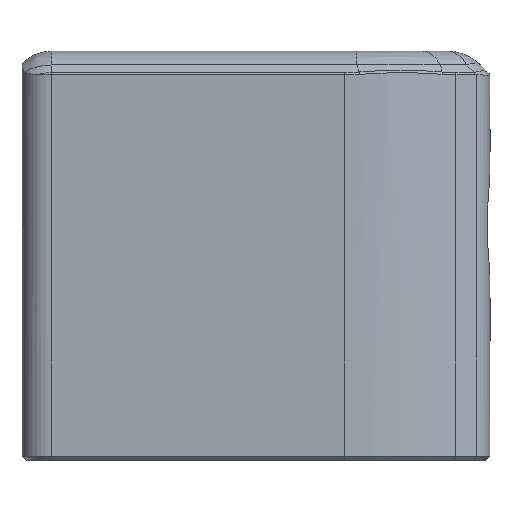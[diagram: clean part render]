
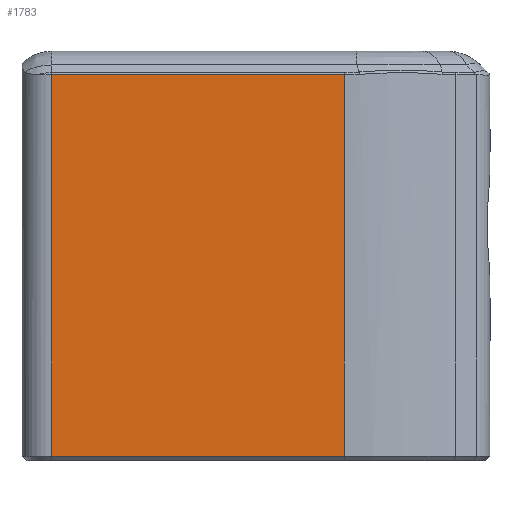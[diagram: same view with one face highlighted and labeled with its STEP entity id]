
A CAD part, left-side view. The second image highlights one B-rep face of the part: STEP entity #1783.
In plain terms, the highlighted planar face has unit normal (-1, 0, 0).
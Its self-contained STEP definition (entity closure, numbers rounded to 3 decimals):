
#246=FACE_OUTER_BOUND('',#363,.T.);
#363=EDGE_LOOP('',(#1574,#1575,#1576,#1577));
#523=LINE('',#3085,#650);
#562=LINE('',#3448,#689);
#563=LINE('',#3451,#690);
#564=LINE('',#3452,#691);
#650=VECTOR('',#2305,10.);
#689=VECTOR('',#2490,10.);
#690=VECTOR('',#2493,10.);
#691=VECTOR('',#2494,10.);
#794=VERTEX_POINT('',#2884);
#808=VERTEX_POINT('',#3023);
#858=VERTEX_POINT('',#3446);
#859=VERTEX_POINT('',#3450);
#1020=EDGE_CURVE('',#808,#794,#523,.T.);
#1107=EDGE_CURVE('',#858,#794,#562,.T.);
#1108=EDGE_CURVE('',#858,#859,#563,.T.);
#1109=EDGE_CURVE('',#859,#808,#564,.T.);
#1574=ORIENTED_EDGE('',*,*,#1107,.F.);
#1575=ORIENTED_EDGE('',*,*,#1108,.T.);
#1576=ORIENTED_EDGE('',*,*,#1109,.T.);
#1577=ORIENTED_EDGE('',*,*,#1020,.T.);
#1682=PLANE('',#1994);
#1783=ADVANCED_FACE('',(#246),#1682,.T.);
#1994=AXIS2_PLACEMENT_3D('',#3449,#2491,#2492);
#2305=DIRECTION('',(0.,1.,0.));
#2490=DIRECTION('',(0.,0.,1.));
#2491=DIRECTION('center_axis',(-1.,0.,0.));
#2492=DIRECTION('ref_axis',(0.,-1.,0.));
#2493=DIRECTION('',(0.,-1.,0.));
#2494=DIRECTION('',(0.,0.,1.));
#2884=CARTESIAN_POINT('',(-16.35,56.,17.223));
#3023=CARTESIAN_POINT('',(-16.35,30.948,17.223));
#3085=CARTESIAN_POINT('',(-16.35,37.,17.223));
#3446=CARTESIAN_POINT('',(-16.35,56.,-15.366));
#3448=CARTESIAN_POINT('',(-16.35,56.,-16.432));
#3449=CARTESIAN_POINT('Origin',(-16.35,56.,-15.766));
#3450=CARTESIAN_POINT('',(-16.35,30.948,-15.366));
#3451=CARTESIAN_POINT('',(-16.35,45.,-15.366));
#3452=CARTESIAN_POINT('',(-16.35,30.948,-16.432));
